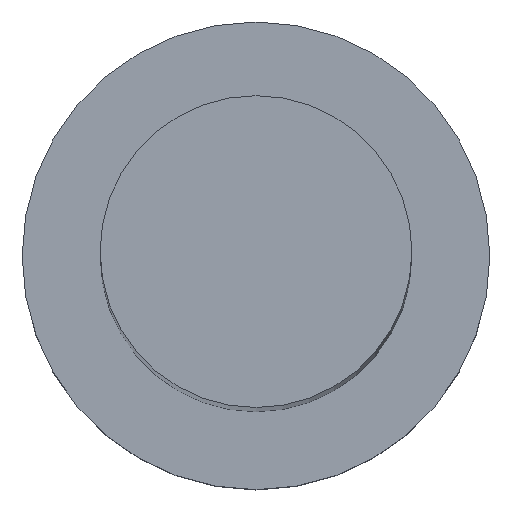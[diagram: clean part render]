
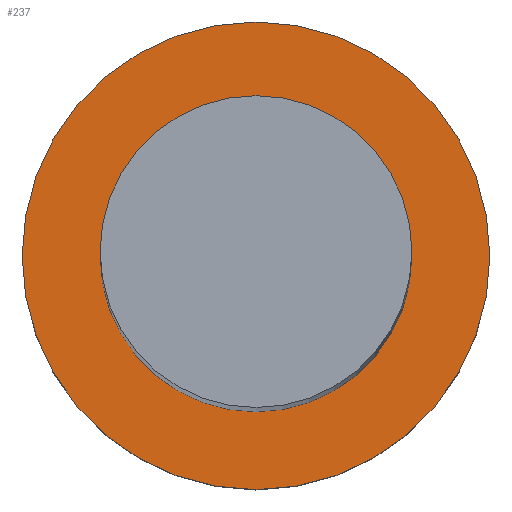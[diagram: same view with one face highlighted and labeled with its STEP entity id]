
A CAD part, top view. The second image highlights one B-rep face of the part: STEP entity #237.
In plain terms, the highlighted planar face has unit normal (0, 0, 1).
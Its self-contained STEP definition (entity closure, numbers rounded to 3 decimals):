
#2 = CARTESIAN_POINT ( 'NONE',  ( 9., 0., 6.5 ) ) ;
#8 = EDGE_CURVE ( 'NONE', #187, #230, #23, .T. ) ;
#9 = CIRCLE ( 'NONE', #106, 6. ) ;
#23 = CIRCLE ( 'NONE', #115, 9. ) ;
#27 = DIRECTION ( 'NONE',  ( 1., 0., 0. ) ) ;
#28 = ORIENTED_EDGE ( 'NONE', *, *, #8, .T. ) ;
#29 = EDGE_CURVE ( 'NONE', #230, #187, #153, .T. ) ;
#34 = DIRECTION ( 'NONE',  ( 0., 0., 1. ) ) ;
#41 = CIRCLE ( 'NONE', #193, 6. ) ;
#43 = CARTESIAN_POINT ( 'NONE',  ( -6., 0., 6.5 ) ) ;
#48 = CARTESIAN_POINT ( 'NONE',  ( 0., 0., 6.5 ) ) ;
#49 = CARTESIAN_POINT ( 'NONE',  ( -9., 0., 6.5 ) ) ;
#53 = DIRECTION ( 'NONE',  ( 0., 0., 1. ) ) ;
#57 = CARTESIAN_POINT ( 'NONE',  ( 0., 0., 6.5 ) ) ;
#61 = EDGE_LOOP ( 'NONE', ( #205, #121 ) ) ;
#78 = CARTESIAN_POINT ( 'NONE',  ( 0., 0., 6.5 ) ) ;
#87 = FACE_OUTER_BOUND ( 'NONE', #228, .T. ) ;
#89 = CARTESIAN_POINT ( 'NONE',  ( 6., 0., 6.5 ) ) ;
#94 = ORIENTED_EDGE ( 'NONE', *, *, #29, .T. ) ;
#98 = DIRECTION ( 'NONE',  ( 0., 0., 1. ) ) ;
#106 = AXIS2_PLACEMENT_3D ( 'NONE', #78, #151, #152 ) ;
#110 = DIRECTION ( 'NONE',  ( 1., 0., 0. ) ) ;
#115 = AXIS2_PLACEMENT_3D ( 'NONE', #57, #34, #124 ) ;
#117 = FACE_BOUND ( 'NONE', #61, .T. ) ;
#120 = AXIS2_PLACEMENT_3D ( 'NONE', #148, #98, #110 ) ;
#121 = ORIENTED_EDGE ( 'NONE', *, *, #143, .F. ) ;
#124 = DIRECTION ( 'NONE',  ( 1., 0., 0. ) ) ;
#132 = DIRECTION ( 'NONE',  ( 1., 0., 0. ) ) ;
#137 = AXIS2_PLACEMENT_3D ( 'NONE', #144, #53, #27 ) ;
#143 = EDGE_CURVE ( 'NONE', #254, #200, #9, .T. ) ;
#144 = CARTESIAN_POINT ( 'NONE',  ( 0., 0., 6.5 ) ) ;
#148 = CARTESIAN_POINT ( 'NONE',  ( 0., 0., 6.5 ) ) ;
#151 = DIRECTION ( 'NONE',  ( 0., 0., 1. ) ) ;
#152 = DIRECTION ( 'NONE',  ( 1., 0., 0. ) ) ;
#153 = CIRCLE ( 'NONE', #120, 9. ) ;
#182 = EDGE_CURVE ( 'NONE', #200, #254, #41, .T. ) ;
#187 = VERTEX_POINT ( 'NONE', #49 ) ;
#193 = AXIS2_PLACEMENT_3D ( 'NONE', #48, #239, #132 ) ;
#200 = VERTEX_POINT ( 'NONE', #43 ) ;
#205 = ORIENTED_EDGE ( 'NONE', *, *, #182, .F. ) ;
#223 = PLANE ( 'NONE',  #137 ) ;
#228 = EDGE_LOOP ( 'NONE', ( #28, #94 ) ) ;
#230 = VERTEX_POINT ( 'NONE', #2 ) ;
#237 = ADVANCED_FACE ( 'NONE', ( #117, #87 ), #223, .T. ) ;
#239 = DIRECTION ( 'NONE',  ( 0., 0., 1. ) ) ;
#254 = VERTEX_POINT ( 'NONE', #89 ) ;
